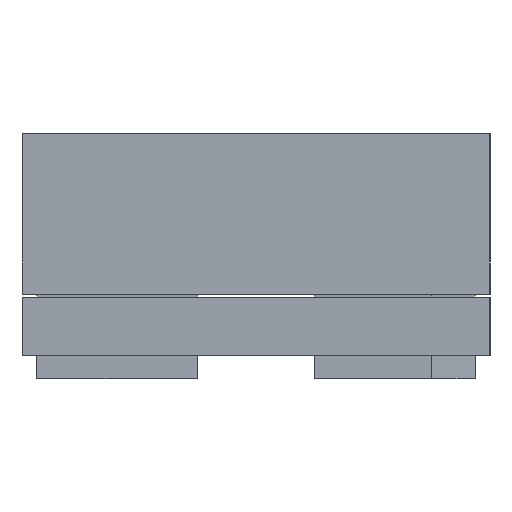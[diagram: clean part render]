
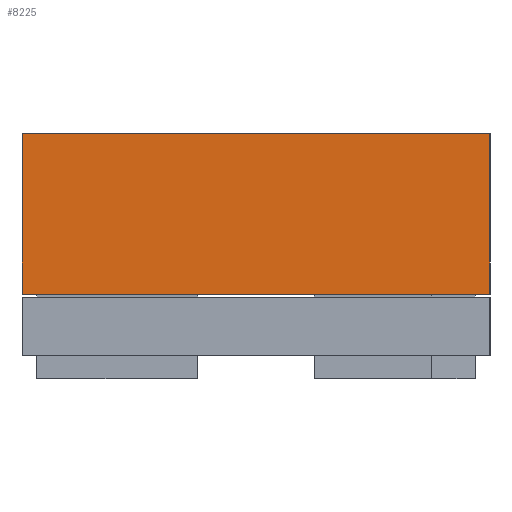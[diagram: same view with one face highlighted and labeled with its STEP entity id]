
A CAD part, left-side view. The second image highlights one B-rep face of the part: STEP entity #8225.
In plain terms, the highlighted planar face has unit normal (-1, 0, 0).
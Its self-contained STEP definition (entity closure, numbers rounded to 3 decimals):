
#261 = LINE ( 'NONE', #1664, #3281 ) ;
#487 = CARTESIAN_POINT ( 'NONE',  ( -1., -0.8, 0.84 ) ) ;
#524 = VERTEX_POINT ( 'NONE', #3193 ) ;
#569 = VECTOR ( 'NONE', #822, 1000. ) ;
#574 = ORIENTED_EDGE ( 'NONE', *, *, #4474, .F. ) ;
#822 = DIRECTION ( 'NONE',  ( 0., 0., -1. ) ) ;
#1037 = VECTOR ( 'NONE', #8357, 1000. ) ;
#1577 = AXIS2_PLACEMENT_3D ( 'NONE', #12272, #7659, #13451 ) ;
#1664 = CARTESIAN_POINT ( 'NONE',  ( -1., -0.8, 0.84 ) ) ;
#1871 = CARTESIAN_POINT ( 'NONE',  ( -1., 0.8, 0.29 ) ) ;
#2064 = VERTEX_POINT ( 'NONE', #487 ) ;
#3193 = CARTESIAN_POINT ( 'NONE',  ( -1., -0.8, 0.29 ) ) ;
#3201 = ORIENTED_EDGE ( 'NONE', *, *, #11235, .T. ) ;
#3281 = VECTOR ( 'NONE', #3902, 1000. ) ;
#3902 = DIRECTION ( 'NONE',  ( 0., 0., -1. ) ) ;
#4133 = EDGE_CURVE ( 'NONE', #11445, #4135, #9963, .T. ) ;
#4135 = VERTEX_POINT ( 'NONE', #1871 ) ;
#4474 = EDGE_CURVE ( 'NONE', #11445, #2064, #5155, .T. ) ;
#5155 = LINE ( 'NONE', #7613, #14415 ) ;
#5684 = EDGE_CURVE ( 'NONE', #2064, #524, #261, .T. ) ;
#6470 = FACE_OUTER_BOUND ( 'NONE', #8329, .T. ) ;
#7324 = CARTESIAN_POINT ( 'NONE',  ( -1., 0.8, 0.84 ) ) ;
#7613 = CARTESIAN_POINT ( 'NONE',  ( -1., 0.8, 0.84 ) ) ;
#7654 = CARTESIAN_POINT ( 'NONE',  ( -1., 0.8, 0.84 ) ) ;
#7659 = DIRECTION ( 'NONE',  ( 1., 0., 0. ) ) ;
#8133 = LINE ( 'NONE', #10292, #1037 ) ;
#8225 = ADVANCED_FACE ( 'NONE', ( #6470 ), #9071, .F. ) ;
#8329 = EDGE_LOOP ( 'NONE', ( #3201, #10224, #574, #9528 ) ) ;
#8357 = DIRECTION ( 'NONE',  ( 0., -1., 0. ) ) ;
#9071 = PLANE ( 'NONE',  #1577 ) ;
#9528 = ORIENTED_EDGE ( 'NONE', *, *, #4133, .T. ) ;
#9963 = LINE ( 'NONE', #7654, #569 ) ;
#10224 = ORIENTED_EDGE ( 'NONE', *, *, #5684, .F. ) ;
#10292 = CARTESIAN_POINT ( 'NONE',  ( -1., 0.8, 0.29 ) ) ;
#11235 = EDGE_CURVE ( 'NONE', #4135, #524, #8133, .T. ) ;
#11445 = VERTEX_POINT ( 'NONE', #7324 ) ;
#12151 = DIRECTION ( 'NONE',  ( 0., -1., 0. ) ) ;
#12272 = CARTESIAN_POINT ( 'NONE',  ( -1., 0.8, 0.84 ) ) ;
#13451 = DIRECTION ( 'NONE',  ( 0., 1., 0. ) ) ;
#14415 = VECTOR ( 'NONE', #12151, 1000. ) ;
